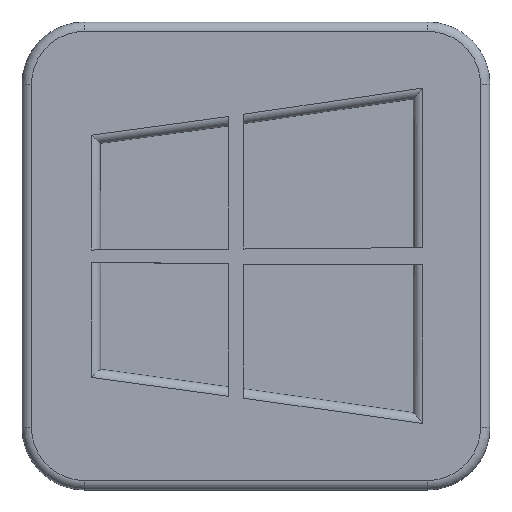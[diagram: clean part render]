
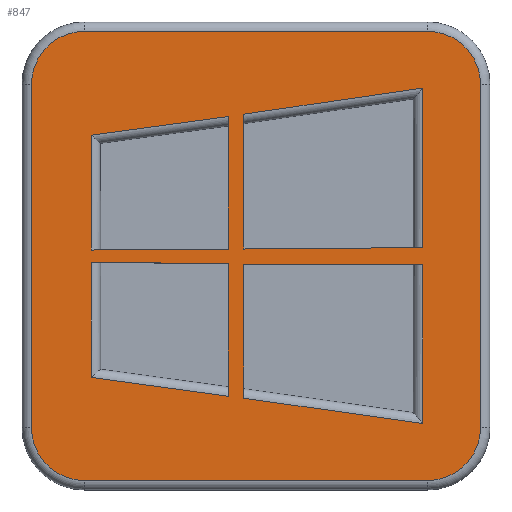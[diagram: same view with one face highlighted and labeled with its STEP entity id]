
A CAD part, top view. The second image highlights one B-rep face of the part: STEP entity #847.
In plain terms, the highlighted planar face has unit normal (0, 0, 1).
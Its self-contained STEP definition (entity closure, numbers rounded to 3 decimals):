
#23=FACE_BOUND('',#151,.T.);
#24=FACE_BOUND('',#152,.T.);
#25=FACE_BOUND('',#153,.T.);
#26=FACE_BOUND('',#154,.T.);
#27=CIRCLE('',#925,1.7);
#28=CIRCLE('',#926,1.7);
#29=CIRCLE('',#927,1.7);
#30=CIRCLE('',#928,1.7);
#64=PLANE('',#924);
#96=FACE_OUTER_BOUND('',#150,.T.);
#150=EDGE_LOOP('',(#609,#610,#611,#612,#613,#614,#615,#616));
#151=EDGE_LOOP('',(#617,#618,#619,#620));
#152=EDGE_LOOP('',(#621,#622,#623,#624));
#153=EDGE_LOOP('',(#625,#626,#627,#628));
#154=EDGE_LOOP('',(#629,#630,#631,#632));
#210=LINE('',#1289,#290);
#211=LINE('',#1293,#291);
#219=LINE('',#1314,#299);
#220=LINE('',#1318,#300);
#227=LINE('',#1335,#307);
#230=LINE('',#1346,#310);
#231=LINE('',#1350,#311);
#232=LINE('',#1354,#312);
#233=LINE('',#1358,#313);
#234=LINE('',#1362,#314);
#235=LINE('',#1365,#315);
#236=LINE('',#1366,#316);
#237=LINE('',#1368,#317);
#238=LINE('',#1369,#318);
#239=LINE('',#1371,#319);
#240=LINE('',#1372,#320);
#241=LINE('',#1375,#321);
#242=LINE('',#1377,#322);
#243=LINE('',#1379,#323);
#244=LINE('',#1380,#324);
#290=VECTOR('',#1010,10.);
#291=VECTOR('',#1015,10.);
#299=VECTOR('',#1033,10.);
#300=VECTOR('',#1038,10.);
#307=VECTOR('',#1053,10.);
#310=VECTOR('',#1064,10.);
#311=VECTOR('',#1067,10.);
#312=VECTOR('',#1070,10.);
#313=VECTOR('',#1073,10.);
#314=VECTOR('',#1076,10.);
#315=VECTOR('',#1079,10.);
#316=VECTOR('',#1080,10.);
#317=VECTOR('',#1081,10.);
#318=VECTOR('',#1082,10.);
#319=VECTOR('',#1083,10.);
#320=VECTOR('',#1084,10.);
#321=VECTOR('',#1085,10.);
#322=VECTOR('',#1086,10.);
#323=VECTOR('',#1087,10.);
#324=VECTOR('',#1088,10.);
#371=VERTEX_POINT('',#1286);
#372=VERTEX_POINT('',#1288);
#373=VERTEX_POINT('',#1292);
#380=VERTEX_POINT('',#1311);
#381=VERTEX_POINT('',#1313);
#382=VERTEX_POINT('',#1317);
#387=VERTEX_POINT('',#1333);
#388=VERTEX_POINT('',#1334);
#392=VERTEX_POINT('',#1344);
#393=VERTEX_POINT('',#1348);
#394=VERTEX_POINT('',#1349);
#395=VERTEX_POINT('',#1351);
#396=VERTEX_POINT('',#1353);
#397=VERTEX_POINT('',#1355);
#398=VERTEX_POINT('',#1357);
#399=VERTEX_POINT('',#1359);
#400=VERTEX_POINT('',#1361);
#401=VERTEX_POINT('',#1364);
#402=VERTEX_POINT('',#1367);
#403=VERTEX_POINT('',#1370);
#404=VERTEX_POINT('',#1373);
#405=VERTEX_POINT('',#1374);
#406=VERTEX_POINT('',#1376);
#407=VERTEX_POINT('',#1378);
#447=EDGE_CURVE('',#371,#372,#210,.T.);
#449=EDGE_CURVE('',#372,#373,#211,.T.);
#459=EDGE_CURVE('',#380,#381,#219,.T.);
#461=EDGE_CURVE('',#381,#382,#220,.T.);
#469=EDGE_CURVE('',#387,#388,#227,.T.);
#475=EDGE_CURVE('',#392,#387,#230,.T.);
#476=EDGE_CURVE('',#393,#394,#231,.T.);
#477=EDGE_CURVE('',#395,#393,#27,.T.);
#478=EDGE_CURVE('',#396,#395,#232,.T.);
#479=EDGE_CURVE('',#397,#396,#28,.T.);
#480=EDGE_CURVE('',#398,#397,#233,.T.);
#481=EDGE_CURVE('',#399,#398,#29,.T.);
#482=EDGE_CURVE('',#400,#399,#234,.T.);
#483=EDGE_CURVE('',#394,#400,#30,.T.);
#484=EDGE_CURVE('',#371,#401,#235,.T.);
#485=EDGE_CURVE('',#401,#373,#236,.T.);
#486=EDGE_CURVE('',#380,#402,#237,.T.);
#487=EDGE_CURVE('',#402,#382,#238,.T.);
#488=EDGE_CURVE('',#403,#388,#239,.T.);
#489=EDGE_CURVE('',#392,#403,#240,.T.);
#490=EDGE_CURVE('',#404,#405,#241,.T.);
#491=EDGE_CURVE('',#405,#406,#242,.T.);
#492=EDGE_CURVE('',#407,#406,#243,.T.);
#493=EDGE_CURVE('',#404,#407,#244,.T.);
#609=ORIENTED_EDGE('',*,*,#476,.F.);
#610=ORIENTED_EDGE('',*,*,#477,.F.);
#611=ORIENTED_EDGE('',*,*,#478,.F.);
#612=ORIENTED_EDGE('',*,*,#479,.F.);
#613=ORIENTED_EDGE('',*,*,#480,.F.);
#614=ORIENTED_EDGE('',*,*,#481,.F.);
#615=ORIENTED_EDGE('',*,*,#482,.F.);
#616=ORIENTED_EDGE('',*,*,#483,.F.);
#617=ORIENTED_EDGE('',*,*,#484,.T.);
#618=ORIENTED_EDGE('',*,*,#485,.T.);
#619=ORIENTED_EDGE('',*,*,#449,.F.);
#620=ORIENTED_EDGE('',*,*,#447,.F.);
#621=ORIENTED_EDGE('',*,*,#486,.T.);
#622=ORIENTED_EDGE('',*,*,#487,.T.);
#623=ORIENTED_EDGE('',*,*,#461,.F.);
#624=ORIENTED_EDGE('',*,*,#459,.F.);
#625=ORIENTED_EDGE('',*,*,#488,.T.);
#626=ORIENTED_EDGE('',*,*,#469,.F.);
#627=ORIENTED_EDGE('',*,*,#475,.F.);
#628=ORIENTED_EDGE('',*,*,#489,.T.);
#629=ORIENTED_EDGE('',*,*,#490,.T.);
#630=ORIENTED_EDGE('',*,*,#491,.T.);
#631=ORIENTED_EDGE('',*,*,#492,.F.);
#632=ORIENTED_EDGE('',*,*,#493,.F.);
#847=ADVANCED_FACE('',(#96,#23,#24,#25,#26),#64,.T.);
#924=AXIS2_PLACEMENT_3D('',#1347,#1065,#1066);
#925=AXIS2_PLACEMENT_3D('',#1352,#1068,#1069);
#926=AXIS2_PLACEMENT_3D('',#1356,#1071,#1072);
#927=AXIS2_PLACEMENT_3D('',#1360,#1074,#1075);
#928=AXIS2_PLACEMENT_3D('',#1363,#1077,#1078);
#1010=DIRECTION('',(0.,1.,0.));
#1015=DIRECTION('',(-0.99,-0.144,0.));
#1033=DIRECTION('',(-0.991,-0.135,0.));
#1038=DIRECTION('',(0.001,-1.,0.));
#1053=DIRECTION('',(0.991,-0.136,0.));
#1064=DIRECTION('',(0.,-1.,0.));
#1065=DIRECTION('center_axis',(0.,0.,1.));
#1066=DIRECTION('ref_axis',(1.,0.,0.));
#1067=DIRECTION('',(0.,1.,0.));
#1068=DIRECTION('center_axis',(0.,0.,-1.));
#1069=DIRECTION('ref_axis',(-0.707,-0.707,0.));
#1070=DIRECTION('',(-1.,0.,0.));
#1071=DIRECTION('center_axis',(0.,0.,-1.));
#1072=DIRECTION('ref_axis',(0.707,-0.707,0.));
#1073=DIRECTION('',(0.,-1.,0.));
#1074=DIRECTION('center_axis',(0.,0.,-1.));
#1075=DIRECTION('ref_axis',(0.707,0.707,0.));
#1076=DIRECTION('',(1.,0.,0.));
#1077=DIRECTION('center_axis',(0.,0.,-1.));
#1078=DIRECTION('ref_axis',(-0.707,0.707,0.));
#1079=DIRECTION('',(-1.,-0.008,0.));
#1080=DIRECTION('',(0.,1.,0.));
#1081=DIRECTION('',(0.,-1.,0.));
#1082=DIRECTION('',(-1.,-0.006,0.));
#1083=DIRECTION('',(0.001,-1.,0.));
#1084=DIRECTION('',(1.,-0.006,0.));
#1085=DIRECTION('',(-0.002,1.,0.));
#1086=DIRECTION('',(1.,-0.002,0.));
#1087=DIRECTION('',(0.,1.,0.));
#1088=DIRECTION('',(0.99,-0.14,0.));
#1286=CARTESIAN_POINT('',(5.339,0.268,0.));
#1288=CARTESIAN_POINT('',(5.339,5.381,0.));
#1289=CARTESIAN_POINT('',(5.339,2.517,0.));
#1292=CARTESIAN_POINT('',(-0.394,4.544,0.));
#1293=CARTESIAN_POINT('',(-0.547,4.522,0.));
#1311=CARTESIAN_POINT('',(-0.889,4.471,0.));
#1313=CARTESIAN_POINT('',(-5.286,3.872,0.));
#1314=CARTESIAN_POINT('',(-2.82,4.208,0.));
#1317=CARTESIAN_POINT('',(-5.282,0.191,0.));
#1318=CARTESIAN_POINT('',(-5.282,0.093,0.));
#1333=CARTESIAN_POINT('',(-5.283,-3.894,0.));
#1334=CARTESIAN_POINT('',(-0.887,-4.498,0.));
#1335=CARTESIAN_POINT('',(-0.776,-4.514,0.));
#1344=CARTESIAN_POINT('',(-5.283,-0.211,0.));
#1346=CARTESIAN_POINT('',(-5.283,-1.816,0.));
#1347=CARTESIAN_POINT('Origin',(0.,0.,0.));
#1348=CARTESIAN_POINT('',(-7.2,-5.5,0.));
#1349=CARTESIAN_POINT('',(-7.2,5.5,0.));
#1350=CARTESIAN_POINT('',(-7.2,-3.75,0.));
#1351=CARTESIAN_POINT('',(-5.5,-7.2,0.));
#1352=CARTESIAN_POINT('Origin',(-5.5,-5.5,0.));
#1353=CARTESIAN_POINT('',(5.5,-7.2,0.));
#1354=CARTESIAN_POINT('',(3.75,-7.2,0.));
#1355=CARTESIAN_POINT('',(7.2,-5.5,0.));
#1356=CARTESIAN_POINT('Origin',(5.5,-5.5,0.));
#1357=CARTESIAN_POINT('',(7.2,5.5,0.));
#1358=CARTESIAN_POINT('',(7.2,3.75,0.));
#1359=CARTESIAN_POINT('',(5.5,7.2,0.));
#1360=CARTESIAN_POINT('Origin',(5.5,5.5,0.));
#1361=CARTESIAN_POINT('',(-5.5,7.2,0.));
#1362=CARTESIAN_POINT('',(-3.75,7.2,0.));
#1363=CARTESIAN_POINT('Origin',(-5.5,5.5,0.));
#1364=CARTESIAN_POINT('',(-0.394,0.223,0.));
#1365=CARTESIAN_POINT('',(2.519,0.246,0.));
#1366=CARTESIAN_POINT('',(-0.394,0.111,0.));
#1367=CARTESIAN_POINT('',(-0.887,0.216,0.));
#1368=CARTESIAN_POINT('',(-0.887,2.084,0.));
#1369=CARTESIAN_POINT('',(-0.444,0.218,0.));
#1370=CARTESIAN_POINT('',(-0.89,-0.24,0.));
#1371=CARTESIAN_POINT('',(-0.89,-0.12,0.));
#1372=CARTESIAN_POINT('',(-2.492,-0.229,0.));
#1373=CARTESIAN_POINT('',(-0.393,-4.56,0.));
#1374=CARTESIAN_POINT('',(-0.401,-0.268,0.));
#1375=CARTESIAN_POINT('',(-0.398,-2.129,0.));
#1376=CARTESIAN_POINT('',(5.34,-0.277,0.));
#1377=CARTESIAN_POINT('',(-0.201,-0.268,0.));
#1378=CARTESIAN_POINT('',(5.339,-5.369,0.));
#1379=CARTESIAN_POINT('',(5.34,-0.139,0.));
#1380=CARTESIAN_POINT('',(2.179,-4.923,0.));
